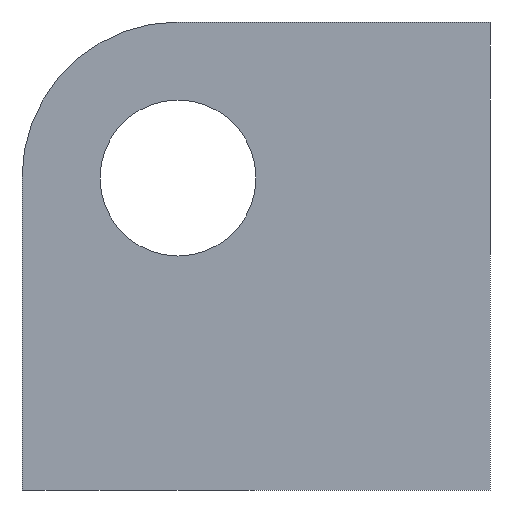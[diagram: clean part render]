
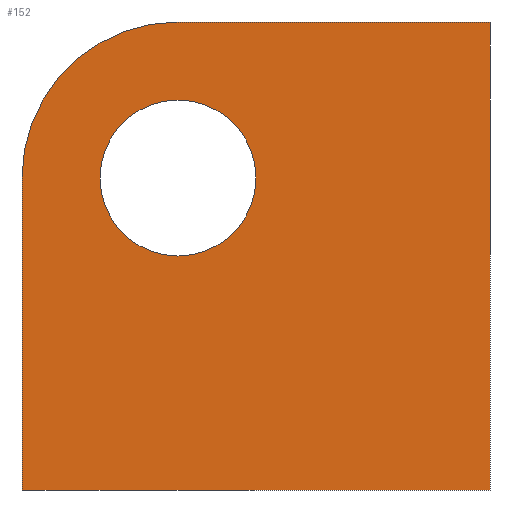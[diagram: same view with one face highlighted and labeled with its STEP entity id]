
A CAD part, front view. The second image highlights one B-rep face of the part: STEP entity #152.
In plain terms, the highlighted planar face has unit normal (0, -1, 0).
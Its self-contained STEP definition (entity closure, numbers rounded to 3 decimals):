
#152=ADVANCED_FACE('',(#452,#454),#456,.T.);
#452=FACE_BOUND('',#453,.T.);
#453=EDGE_LOOP('',(#678,#679,#680,#681,#682));
#454=FACE_BOUND('',#455,.T.);
#455=EDGE_LOOP('',(#683));
#456=PLANE('',#457);
#457=AXIS2_PLACEMENT_3D('',#458,#459,#460);
#458=CARTESIAN_POINT('',(-7.5,-7.5,0.));
#459=DIRECTION('',(0.,-1.,0.));
#460=DIRECTION('',(1.,0.,0.));
#678=ORIENTED_EDGE('',*,*,#815,.F.);
#679=ORIENTED_EDGE('',*,*,#777,.F.);
#680=ORIENTED_EDGE('',*,*,#814,.T.);
#681=ORIENTED_EDGE('',*,*,#811,.T.);
#682=ORIENTED_EDGE('',*,*,#789,.F.);
#683=ORIENTED_EDGE('',*,*,#784,.T.);
#777=EDGE_CURVE('',#860,#862,#863,.T.);
#784=EDGE_CURVE('',#875,#875,#876,.F.);
#789=EDGE_CURVE('',#884,#886,#887,.T.);
#811=EDGE_CURVE('',#928,#886,#929,.T.);
#814=EDGE_CURVE('',#860,#928,#932,.T.);
#815=EDGE_CURVE('',#862,#884,#933,.F.);
#860=VERTEX_POINT('',#1002);
#862=VERTEX_POINT('',#1006);
#863=LINE('',#1007,#1008);
#875=VERTEX_POINT('',#1038);
#876=CIRCLE('',#1039,2.5);
#884=VERTEX_POINT('',#1057);
#886=VERTEX_POINT('',#1061);
#887=LINE('',#1062,#1063);
#928=VERTEX_POINT('',#1154);
#929=LINE('',#1155,#1156);
#932=LINE('',#1165,#1166);
#933=CIRCLE('',#1168,5.);
#1002=CARTESIAN_POINT('',(-7.5,-7.5,0.));
#1006=CARTESIAN_POINT('',(-7.5,-7.5,10.));
#1007=CARTESIAN_POINT('',(-7.5,-7.5,0.));
#1008=VECTOR('',#1009,1.);
#1009=DIRECTION('',(0.,0.,1.));
#1038=CARTESIAN_POINT('',(0.,-7.5,10.));
#1039=AXIS2_PLACEMENT_3D('',#1040,#1041,#1042);
#1040=CARTESIAN_POINT('',(-2.5,-7.5,10.));
#1041=DIRECTION('',(0.,-1.,0.));
#1042=DIRECTION('',(1.,0.,0.));
#1057=CARTESIAN_POINT('',(-2.5,-7.5,15.));
#1061=CARTESIAN_POINT('',(7.5,-7.5,15.));
#1062=CARTESIAN_POINT('',(-2.5,-7.5,15.));
#1063=VECTOR('',#1064,1.);
#1064=DIRECTION('',(1.,0.,0.));
#1154=CARTESIAN_POINT('',(7.5,-7.5,0.));
#1155=CARTESIAN_POINT('',(7.5,-7.5,0.));
#1156=VECTOR('',#1157,1.);
#1157=DIRECTION('',(0.,0.,1.));
#1165=CARTESIAN_POINT('',(-7.5,-7.5,0.));
#1166=VECTOR('',#1167,1.);
#1167=DIRECTION('',(1.,0.,0.));
#1168=AXIS2_PLACEMENT_3D('',#1169,#1170,#1171);
#1169=CARTESIAN_POINT('',(-2.5,-7.5,10.));
#1170=DIRECTION('',(0.,-1.,0.));
#1171=DIRECTION('',(0.,0.,1.));
